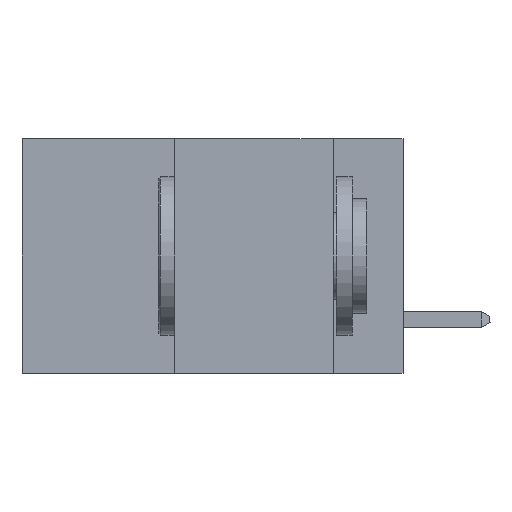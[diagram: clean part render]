
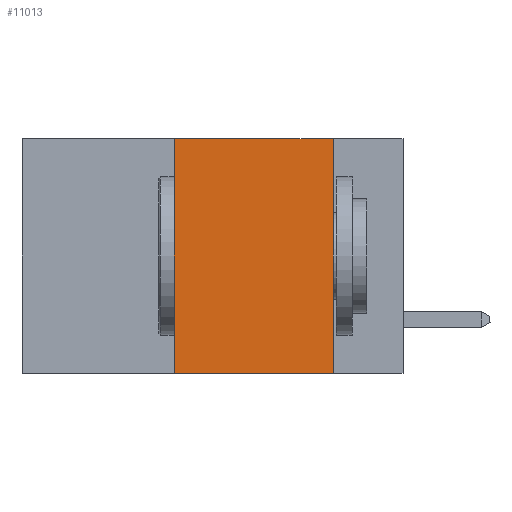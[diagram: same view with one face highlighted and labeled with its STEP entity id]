
A CAD part, left-side view. The second image highlights one B-rep face of the part: STEP entity #11013.
In plain terms, the highlighted planar face has unit normal (-1, 0, 0).
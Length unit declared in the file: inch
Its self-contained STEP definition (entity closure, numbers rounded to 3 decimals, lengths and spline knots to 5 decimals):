
#1357 = LINE ( 'NONE', #9754, #1542 ) ;
#1542 = VECTOR ( 'NONE', #3884, 39.37008 ) ;
#1824 = CARTESIAN_POINT ( 'NONE',  ( 0., 0.11, 0. ) ) ;
#2175 = ORIENTED_EDGE ( 'NONE', *, *, #9422, .F. ) ;
#2522 = VERTEX_POINT ( 'NONE', #1824 ) ;
#3884 = DIRECTION ( 'NONE',  ( 0., -1., 0. ) ) ;
#4060 = CARTESIAN_POINT ( 'NONE',  ( 0., 0.36, 0. ) ) ;
#5130 = DIRECTION ( 'NONE',  ( 1., 0., 0. ) ) ;
#5482 = VECTOR ( 'NONE', #6582, 39.37008 ) ;
#6304 = DIRECTION ( 'NONE',  ( 0., 0., -1. ) ) ;
#6476 = PLANE ( 'NONE',  #12498 ) ;
#6582 = DIRECTION ( 'NONE',  ( 0., -1., 0. ) ) ;
#6658 = VERTEX_POINT ( 'NONE', #15171 ) ;
#7655 = CARTESIAN_POINT ( 'NONE',  ( 0., 0.11, 0. ) ) ;
#7732 = DIRECTION ( 'NONE',  ( 0., 0., -1. ) ) ;
#7735 = CARTESIAN_POINT ( 'NONE',  ( 0., 0.6, 0. ) ) ;
#8312 = VECTOR ( 'NONE', #15035, 39.37008 ) ;
#8810 = EDGE_CURVE ( 'NONE', #13620, #2522, #13471, .T. ) ;
#8998 = CARTESIAN_POINT ( 'NONE',  ( 0., 0.36, -0.37 ) ) ;
#9422 = EDGE_CURVE ( 'NONE', #9892, #13620, #15152, .T. ) ;
#9754 = CARTESIAN_POINT ( 'NONE',  ( 0., 0.6, -0.37 ) ) ;
#9892 = VERTEX_POINT ( 'NONE', #8998 ) ;
#10157 = CARTESIAN_POINT ( 'NONE',  ( 0., 0.6, 0. ) ) ;
#10793 = LINE ( 'NONE', #7655, #14053 ) ;
#11013 = ADVANCED_FACE ( 'NONE', ( #15273 ), #6476, .F. ) ;
#12498 = AXIS2_PLACEMENT_3D ( 'NONE', #10157, #5130, #7732 ) ;
#12603 = EDGE_CURVE ( 'NONE', #9892, #6658, #1357, .T. ) ;
#13207 = ORIENTED_EDGE ( 'NONE', *, *, #8810, .F. ) ;
#13235 = ORIENTED_EDGE ( 'NONE', *, *, #12603, .T. ) ;
#13471 = LINE ( 'NONE', #7735, #5482 ) ;
#13620 = VERTEX_POINT ( 'NONE', #14719 ) ;
#14053 = VECTOR ( 'NONE', #6304, 39.37008 ) ;
#14141 = ORIENTED_EDGE ( 'NONE', *, *, #14289, .F. ) ;
#14289 = EDGE_CURVE ( 'NONE', #2522, #6658, #10793, .T. ) ;
#14719 = CARTESIAN_POINT ( 'NONE',  ( 0., 0.36, 0. ) ) ;
#15035 = DIRECTION ( 'NONE',  ( 0., 0., 1. ) ) ;
#15152 = LINE ( 'NONE', #4060, #8312 ) ;
#15171 = CARTESIAN_POINT ( 'NONE',  ( 0., 0.11, -0.37 ) ) ;
#15273 = FACE_OUTER_BOUND ( 'NONE', #15275, .T. ) ;
#15275 = EDGE_LOOP ( 'NONE', ( #14141, #13207, #2175, #13235 ) ) ;
